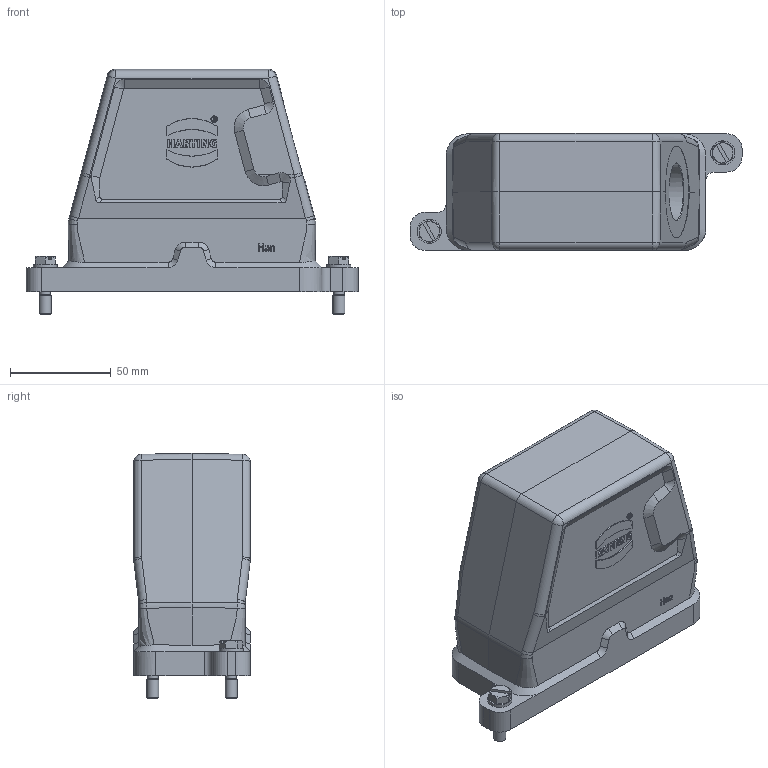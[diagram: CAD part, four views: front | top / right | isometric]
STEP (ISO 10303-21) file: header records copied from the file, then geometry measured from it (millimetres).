
FILE_DESCRIPTION(/* description */ (''),/* implementation_level */ '2;1');
FILE_NAME(/* name */ '100767993ugm000_a.stp',/* time_stamp */ '2022-03-12T07:17:25+01:00',/* author */ (''),/* organization */ (''),/* preprocessor_version */ 'ST-DEVELOPER v16.7',/* originating_system */ 'SIEMENS PLM Software NX 1911',/* authorisation */ '');
FILE_SCHEMA (('AUTOMOTIVE_DESIGN { 1 0 10303 214 3 1 1 1 }'));
Length unit declared in the file: millimetre
Products named in the file (1): 100767993ugm000_a
Bounding box: 165 x 58 x 121.9 mm (x, y, z)
Volume: 227915.3 mm3; surface area: 83688 mm2
Topology: 1 solids, 5 shells, 532 faces, 1417 edges, 915 vertices
Faces by surface type: plane 255, cylinder 125, bspline 97, cone 51, sphere 4
Full cylindrical faces by diameter (mm): 3 x4, 5.3 x6, 6 x2, 6.2 x4, 6.4 x2, 12 x2, 13 x2, 14.05 x2, 28.3 x1, 45.6 x1
Entity records: 25039 total; most frequent: CARTESIAN_POINT 9019, ORIENTED_EDGE 2576, DIRECTION 2298, EDGE_CURVE 1288, VERTEX_POINT 853, AXIS2_PLACEMENT_3D 791, LINE 716, VECTOR 716
